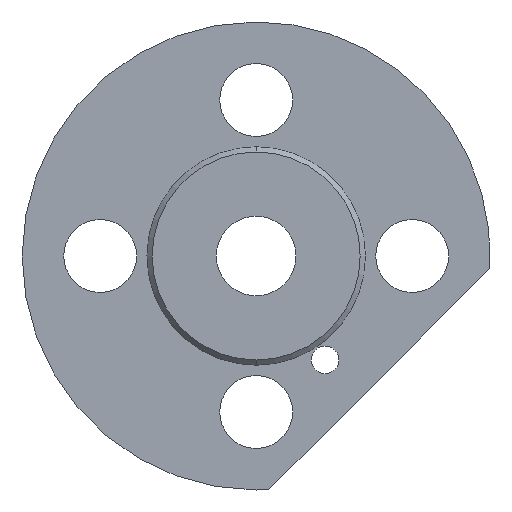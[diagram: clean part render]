
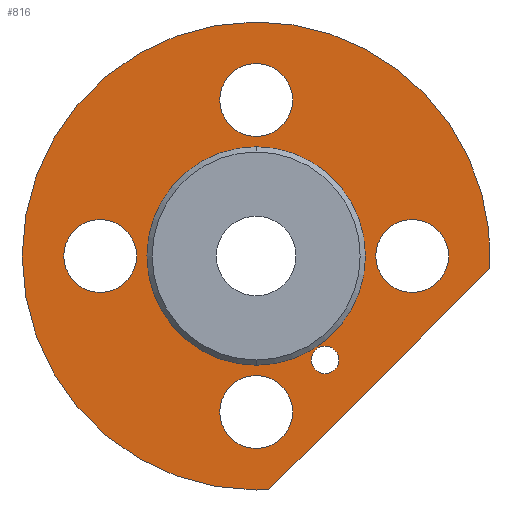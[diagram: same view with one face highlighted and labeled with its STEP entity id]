
A CAD part, front view. The second image highlights one B-rep face of the part: STEP entity #816.
In plain terms, the highlighted planar face has unit normal (0, -1, 0).
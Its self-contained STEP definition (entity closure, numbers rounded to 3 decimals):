
#6 = CARTESIAN_POINT ( 'NONE',  ( -30., 1., 0. ) ) ;
#13 = AXIS2_PLACEMENT_3D ( 'NONE', #645, #266, #264 ) ;
#19 = EDGE_CURVE ( 'NONE', #219, #235, #724, .T. ) ;
#21 = ORIENTED_EDGE ( 'NONE', *, *, #137, .F. ) ;
#22 = VERTEX_POINT ( 'NONE', #259 ) ;
#25 = AXIS2_PLACEMENT_3D ( 'NONE', #492, #373, #825 ) ;
#35 = DIRECTION ( 'NONE',  ( 0., 0., -1. ) ) ;
#36 = CIRCLE ( 'NONE', #379, 7. ) ;
#38 = CARTESIAN_POINT ( 'NONE',  ( 13.255, 1., -22.629 ) ) ;
#40 = AXIS2_PLACEMENT_3D ( 'NONE', #440, #242, #563 ) ;
#41 = CARTESIAN_POINT ( 'NONE',  ( 0., 1., 0. ) ) ;
#47 = CIRCLE ( 'NONE', #808, 21. ) ;
#50 = VERTEX_POINT ( 'NONE', #382 ) ;
#56 = FACE_BOUND ( 'NONE', #359, .T. ) ;
#61 = ORIENTED_EDGE ( 'NONE', *, *, #282, .T. ) ;
#68 = AXIS2_PLACEMENT_3D ( 'NONE', #274, #105, #35 ) ;
#73 = VERTEX_POINT ( 'NONE', #126 ) ;
#75 = CARTESIAN_POINT ( 'NONE',  ( 2.442, 1., -44.934 ) ) ;
#105 = DIRECTION ( 'NONE',  ( 0., -1., 0. ) ) ;
#107 = CARTESIAN_POINT ( 'NONE',  ( 0., 1., 45. ) ) ;
#108 = EDGE_CURVE ( 'NONE', #124, #135, #47, .T. ) ;
#114 = CARTESIAN_POINT ( 'NONE',  ( 0., 1., 37. ) ) ;
#120 = CIRCLE ( 'NONE', #543, 2.65 ) ;
#124 = VERTEX_POINT ( 'NONE', #366 ) ;
#126 = CARTESIAN_POINT ( 'NONE',  ( 0., 1., -37. ) ) ;
#128 = CIRCLE ( 'NONE', #576, 7. ) ;
#130 = ORIENTED_EDGE ( 'NONE', *, *, #573, .T. ) ;
#135 = VERTEX_POINT ( 'NONE', #439 ) ;
#136 = CARTESIAN_POINT ( 'NONE',  ( 0., 1., 0. ) ) ;
#137 = EDGE_CURVE ( 'NONE', #835, #706, #703, .T. ) ;
#142 = CARTESIAN_POINT ( 'NONE',  ( -30., 1., -7. ) ) ;
#160 = VECTOR ( 'NONE', #676, 1000. ) ;
#161 = EDGE_CURVE ( 'NONE', #22, #275, #169, .T. ) ;
#163 = ORIENTED_EDGE ( 'NONE', *, *, #532, .F. ) ;
#169 = CIRCLE ( 'NONE', #40, 45. ) ;
#187 = DIRECTION ( 'NONE',  ( 0., -1., 0. ) ) ;
#192 = CARTESIAN_POINT ( 'NONE',  ( 0., 1., -30. ) ) ;
#193 = AXIS2_PLACEMENT_3D ( 'NONE', #603, #668, #279 ) ;
#197 = DIRECTION ( 'NONE',  ( 0., 0., -1. ) ) ;
#208 = DIRECTION ( 'NONE',  ( 0., -1., 0. ) ) ;
#210 = AXIS2_PLACEMENT_3D ( 'NONE', #795, #413, #605 ) ;
#216 = EDGE_LOOP ( 'NONE', ( #753, #227 ) ) ;
#219 = VERTEX_POINT ( 'NONE', #628 ) ;
#222 = CIRCLE ( 'NONE', #800, 7. ) ;
#227 = ORIENTED_EDGE ( 'NONE', *, *, #303, .F. ) ;
#232 = EDGE_CURVE ( 'NONE', #524, #337, #120, .T. ) ;
#235 = VERTEX_POINT ( 'NONE', #396 ) ;
#242 = DIRECTION ( 'NONE',  ( 0., -1., 0. ) ) ;
#259 = CARTESIAN_POINT ( 'NONE',  ( 0., 1., -45. ) ) ;
#262 = CARTESIAN_POINT ( 'NONE',  ( -30., 1., 7. ) ) ;
#264 = DIRECTION ( 'NONE',  ( 0., 0., -1. ) ) ;
#265 = PLANE ( 'NONE',  #424 ) ;
#266 = DIRECTION ( 'NONE',  ( 0., -1., 0. ) ) ;
#267 = CIRCLE ( 'NONE', #338, 21. ) ;
#274 = CARTESIAN_POINT ( 'NONE',  ( 13.255, 1., -19.979 ) ) ;
#275 = VERTEX_POINT ( 'NONE', #75 ) ;
#279 = DIRECTION ( 'NONE',  ( 0., 0., -1. ) ) ;
#282 = EDGE_CURVE ( 'NONE', #50, #521, #529, .T. ) ;
#289 = EDGE_LOOP ( 'NONE', ( #458, #489 ) ) ;
#292 = CARTESIAN_POINT ( 'NONE',  ( 0., 1., 23. ) ) ;
#294 = CARTESIAN_POINT ( 'NONE',  ( 0., 1., 0. ) ) ;
#303 = EDGE_CURVE ( 'NONE', #819, #327, #430, .T. ) ;
#320 = CARTESIAN_POINT ( 'NONE',  ( 45., 1., 0. ) ) ;
#322 = DIRECTION ( 'NONE',  ( 0., 0., -1. ) ) ;
#327 = VERTEX_POINT ( 'NONE', #262 ) ;
#337 = VERTEX_POINT ( 'NONE', #386 ) ;
#338 = AXIS2_PLACEMENT_3D ( 'NONE', #294, #748, #360 ) ;
#352 = DIRECTION ( 'NONE',  ( 0., 0., -1. ) ) ;
#359 = EDGE_LOOP ( 'NONE', ( #21, #622 ) ) ;
#360 = DIRECTION ( 'NONE',  ( 0., 0., -1. ) ) ;
#361 = ORIENTED_EDGE ( 'NONE', *, *, #436, .F. ) ;
#366 = CARTESIAN_POINT ( 'NONE',  ( 0., 1., -21. ) ) ;
#373 = DIRECTION ( 'NONE',  ( 0., -1., 0. ) ) ;
#379 = AXIS2_PLACEMENT_3D ( 'NONE', #387, #514, #197 ) ;
#382 = CARTESIAN_POINT ( 'NONE',  ( 44.934, 1., -2.442 ) ) ;
#386 = CARTESIAN_POINT ( 'NONE',  ( 13.255, 1., -17.329 ) ) ;
#387 = CARTESIAN_POINT ( 'NONE',  ( 30., 1., 0. ) ) ;
#389 = EDGE_CURVE ( 'NONE', #706, #835, #683, .T. ) ;
#395 = DIRECTION ( 'NONE',  ( 0., 0., -1. ) ) ;
#396 = CARTESIAN_POINT ( 'NONE',  ( 30., 1., -7. ) ) ;
#398 = CIRCLE ( 'NONE', #463, 45. ) ;
#404 = ORIENTED_EDGE ( 'NONE', *, *, #548, .T. ) ;
#410 = AXIS2_PLACEMENT_3D ( 'NONE', #713, #467, #322 ) ;
#413 = DIRECTION ( 'NONE',  ( 0., -1., 0. ) ) ;
#424 = AXIS2_PLACEMENT_3D ( 'NONE', #320, #516, #519 ) ;
#429 = FACE_OUTER_BOUND ( 'NONE', #434, .T. ) ;
#430 = CIRCLE ( 'NONE', #410, 7. ) ;
#434 = EDGE_LOOP ( 'NONE', ( #130, #61, #404, #762 ) ) ;
#436 = EDGE_CURVE ( 'NONE', #337, #524, #818, .T. ) ;
#439 = CARTESIAN_POINT ( 'NONE',  ( 0., 1., 21. ) ) ;
#440 = CARTESIAN_POINT ( 'NONE',  ( 0., 1., 0. ) ) ;
#447 = VERTEX_POINT ( 'NONE', #601 ) ;
#458 = ORIENTED_EDGE ( 'NONE', *, *, #637, .F. ) ;
#463 = AXIS2_PLACEMENT_3D ( 'NONE', #136, #802, #352 ) ;
#467 = DIRECTION ( 'NONE',  ( 0., -1., 0. ) ) ;
#489 = ORIENTED_EDGE ( 'NONE', *, *, #813, .F. ) ;
#491 = EDGE_LOOP ( 'NONE', ( #163, #550 ) ) ;
#492 = CARTESIAN_POINT ( 'NONE',  ( 0., 1., 30. ) ) ;
#498 = FACE_BOUND ( 'NONE', #491, .T. ) ;
#509 = CARTESIAN_POINT ( 'NONE',  ( 30., 1., 0. ) ) ;
#514 = DIRECTION ( 'NONE',  ( 0., -1., 0. ) ) ;
#516 = DIRECTION ( 'NONE',  ( 0., -1., 0. ) ) ;
#519 = DIRECTION ( 'NONE',  ( 0., 0., -1. ) ) ;
#521 = VERTEX_POINT ( 'NONE', #107 ) ;
#524 = VERTEX_POINT ( 'NONE', #38 ) ;
#528 = LINE ( 'NONE', #544, #160 ) ;
#529 = CIRCLE ( 'NONE', #13, 45. ) ;
#530 = ORIENTED_EDGE ( 'NONE', *, *, #766, .F. ) ;
#532 = EDGE_CURVE ( 'NONE', #135, #124, #267, .T. ) ;
#536 = FACE_BOUND ( 'NONE', #216, .T. ) ;
#541 = ORIENTED_EDGE ( 'NONE', *, *, #232, .F. ) ;
#543 = AXIS2_PLACEMENT_3D ( 'NONE', #769, #208, #648 ) ;
#544 = CARTESIAN_POINT ( 'NONE',  ( 44.934, 1., -2.442 ) ) ;
#548 = EDGE_CURVE ( 'NONE', #521, #22, #398, .T. ) ;
#550 = ORIENTED_EDGE ( 'NONE', *, *, #108, .F. ) ;
#563 = DIRECTION ( 'NONE',  ( 0., 0., -1. ) ) ;
#565 = DIRECTION ( 'NONE',  ( 0., 0., -1. ) ) ;
#573 = EDGE_CURVE ( 'NONE', #275, #50, #528, .T. ) ;
#576 = AXIS2_PLACEMENT_3D ( 'NONE', #192, #646, #649 ) ;
#585 = ORIENTED_EDGE ( 'NONE', *, *, #19, .F. ) ;
#592 = EDGE_LOOP ( 'NONE', ( #361, #541 ) ) ;
#601 = CARTESIAN_POINT ( 'NONE',  ( 0., 1., -23. ) ) ;
#603 = CARTESIAN_POINT ( 'NONE',  ( 0., 1., -30. ) ) ;
#605 = DIRECTION ( 'NONE',  ( 0., 0., -1. ) ) ;
#622 = ORIENTED_EDGE ( 'NONE', *, *, #389, .F. ) ;
#628 = CARTESIAN_POINT ( 'NONE',  ( 30., 1., 7. ) ) ;
#630 = CIRCLE ( 'NONE', #193, 7. ) ;
#637 = EDGE_CURVE ( 'NONE', #447, #73, #630, .T. ) ;
#638 = FACE_BOUND ( 'NONE', #289, .T. ) ;
#645 = CARTESIAN_POINT ( 'NONE',  ( 0., 1., 0. ) ) ;
#646 = DIRECTION ( 'NONE',  ( 0., -1., 0. ) ) ;
#648 = DIRECTION ( 'NONE',  ( 0., 0., -1. ) ) ;
#649 = DIRECTION ( 'NONE',  ( 0., 0., -1. ) ) ;
#658 = AXIS2_PLACEMENT_3D ( 'NONE', #509, #187, #772 ) ;
#664 = EDGE_LOOP ( 'NONE', ( #585, #530 ) ) ;
#668 = DIRECTION ( 'NONE',  ( 0., -1., 0. ) ) ;
#676 = DIRECTION ( 'NONE',  ( 0.707, 0., 0.707 ) ) ;
#683 = CIRCLE ( 'NONE', #210, 7. ) ;
#689 = DIRECTION ( 'NONE',  ( 0., -1., 0. ) ) ;
#703 = CIRCLE ( 'NONE', #25, 7. ) ;
#706 = VERTEX_POINT ( 'NONE', #292 ) ;
#713 = CARTESIAN_POINT ( 'NONE',  ( -30., 1., 0. ) ) ;
#724 = CIRCLE ( 'NONE', #658, 7. ) ;
#748 = DIRECTION ( 'NONE',  ( 0., -1., 0. ) ) ;
#753 = ORIENTED_EDGE ( 'NONE', *, *, #794, .F. ) ;
#762 = ORIENTED_EDGE ( 'NONE', *, *, #161, .T. ) ;
#766 = EDGE_CURVE ( 'NONE', #235, #219, #36, .T. ) ;
#769 = CARTESIAN_POINT ( 'NONE',  ( 13.255, 1., -19.979 ) ) ;
#772 = DIRECTION ( 'NONE',  ( 0., 0., -1. ) ) ;
#780 = DIRECTION ( 'NONE',  ( 0., -1., 0. ) ) ;
#794 = EDGE_CURVE ( 'NONE', #327, #819, #222, .T. ) ;
#795 = CARTESIAN_POINT ( 'NONE',  ( 0., 1., 30. ) ) ;
#800 = AXIS2_PLACEMENT_3D ( 'NONE', #6, #780, #395 ) ;
#801 = FACE_BOUND ( 'NONE', #664, .T. ) ;
#802 = DIRECTION ( 'NONE',  ( 0., -1., 0. ) ) ;
#808 = AXIS2_PLACEMENT_3D ( 'NONE', #41, #689, #565 ) ;
#813 = EDGE_CURVE ( 'NONE', #73, #447, #128, .T. ) ;
#816 = ADVANCED_FACE ( 'NONE', ( #817, #429, #536, #56, #801, #638, #498 ), #265, .T. ) ;
#817 = FACE_BOUND ( 'NONE', #592, .T. ) ;
#818 = CIRCLE ( 'NONE', #68, 2.65 ) ;
#819 = VERTEX_POINT ( 'NONE', #142 ) ;
#825 = DIRECTION ( 'NONE',  ( 0., 0., -1. ) ) ;
#835 = VERTEX_POINT ( 'NONE', #114 ) ;
